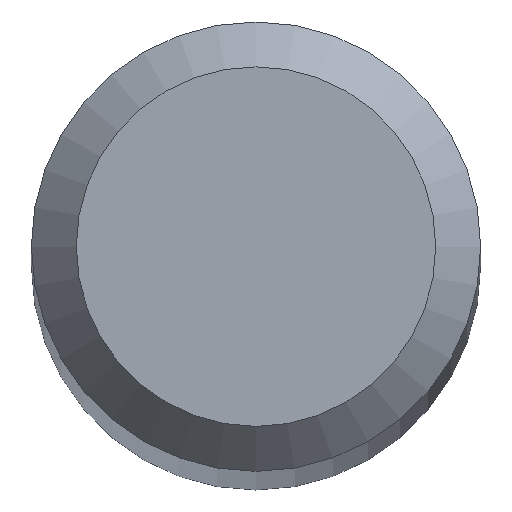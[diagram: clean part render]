
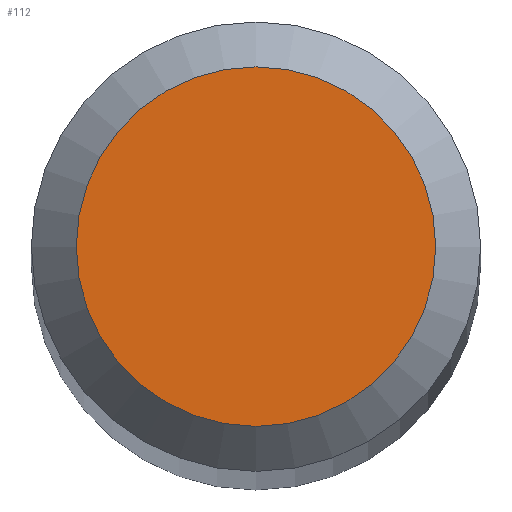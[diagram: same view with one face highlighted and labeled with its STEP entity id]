
A CAD part, top view. The second image highlights one B-rep face of the part: STEP entity #112.
In plain terms, the highlighted planar face has unit normal (0, 0, 1).
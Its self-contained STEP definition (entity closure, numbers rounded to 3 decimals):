
#3 = CIRCLE ( 'NONE', #71, 0.4 ) ;
#10 = ORIENTED_EDGE ( 'NONE', *, *, #209, .F. ) ;
#15 = CARTESIAN_POINT ( 'NONE',  ( 0., 0., 30. ) ) ;
#18 = DIRECTION ( 'NONE',  ( 0., 1., 0. ) ) ;
#35 = VERTEX_POINT ( 'NONE', #117 ) ;
#65 = PLANE ( 'NONE',  #75 ) ;
#71 = AXIS2_PLACEMENT_3D ( 'NONE', #187, #109, #18 ) ;
#75 = AXIS2_PLACEMENT_3D ( 'NONE', #15, #148, #77 ) ;
#77 = DIRECTION ( 'NONE',  ( 0., 1., 0. ) ) ;
#79 = FACE_OUTER_BOUND ( 'NONE', #119, .T. ) ;
#109 = DIRECTION ( 'NONE',  ( 0., 0., -1. ) ) ;
#112 = ADVANCED_FACE ( 'NONE', ( #79 ), #65, .F. ) ;
#117 = CARTESIAN_POINT ( 'NONE',  ( 0., 0.4, 30. ) ) ;
#119 = EDGE_LOOP ( 'NONE', ( #10 ) ) ;
#148 = DIRECTION ( 'NONE',  ( 0., 0., -1. ) ) ;
#187 = CARTESIAN_POINT ( 'NONE',  ( 0., 0., 30. ) ) ;
#209 = EDGE_CURVE ( 'NONE', #35, #35, #3, .T. ) ;
